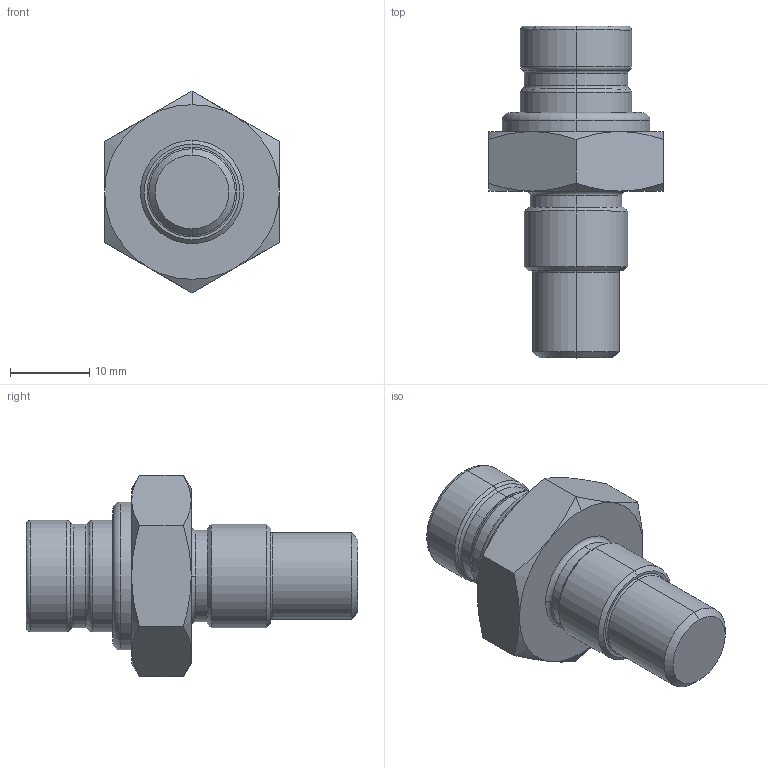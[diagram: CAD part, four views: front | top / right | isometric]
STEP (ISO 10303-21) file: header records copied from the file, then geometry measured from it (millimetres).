
FILE_DESCRIPTION (( 'STEP AP214' ), '1' );
FILE_NAME ('583.STEP', '2020-02-13T10:42:28', ( '' ), ( '' ), 'SwSTEP 2.0', 'SolidWorks 2019', '' );
FILE_SCHEMA (( 'AUTOMOTIVE_DESIGN' ));
Length unit declared in the file: millimetre
Products named in the file (1): 583
Bounding box: 22 x 41.8 x 25.4 mm (x, y, z)
Surface area: 3374.5 mm2 (no closed solid volume)
Topology: 0 solids, 6 shells, 98 faces, 270 edges, 176 vertices
Faces by surface type: plane 38, cylinder 22, cone 22, torus 16
Entity records: 4286 total; most frequent: CARTESIAN_POINT 761, DIRECTION 522, ORIENTED_EDGE 452, EDGE_CURVE 270, AXIS2_PLACEMENT_3D 201, VERTEX_POINT 176, VECTOR 120, LINE 120
